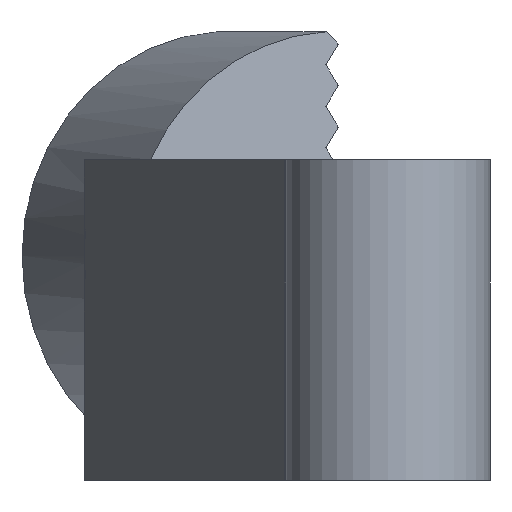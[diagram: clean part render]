
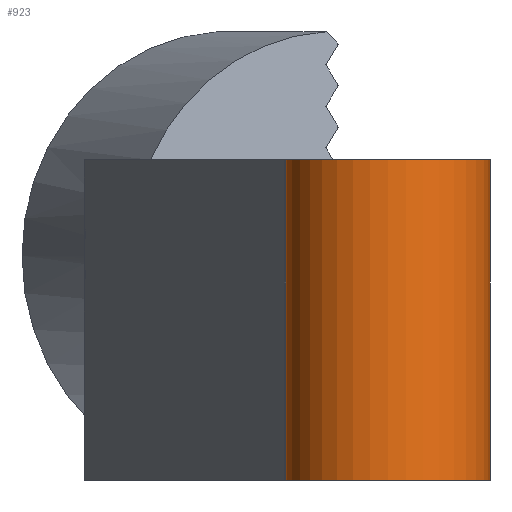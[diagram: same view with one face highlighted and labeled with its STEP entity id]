
A CAD part, left-side view. The second image highlights one B-rep face of the part: STEP entity #923.
In plain terms, the highlighted cylindrical face has radius 2.5 mm (diameter 5 mm), a partial arc.
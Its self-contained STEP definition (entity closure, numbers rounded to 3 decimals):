
#18=CYLINDRICAL_SURFACE('',#1005,2.5);
#68=FACE_OUTER_BOUND('',#119,.T.);
#119=EDGE_LOOP('',(#813,#814,#815,#816));
#232=LINE('',#1513,#342);
#233=LINE('',#1515,#343);
#342=VECTOR('',#1240,10.);
#343=VECTOR('',#1243,10.);
#349=CIRCLE('',#950,2.5);
#359=CIRCLE('',#964,2.5);
#374=VERTEX_POINT('',#1282);
#375=VERTEX_POINT('',#1284);
#399=VERTEX_POINT('',#1339);
#400=VERTEX_POINT('',#1341);
#462=EDGE_CURVE('',#374,#375,#349,.T.);
#490=EDGE_CURVE('',#399,#400,#359,.T.);
#578=EDGE_CURVE('',#400,#374,#232,.T.);
#579=EDGE_CURVE('',#399,#375,#233,.T.);
#813=ORIENTED_EDGE('',*,*,#579,.T.);
#814=ORIENTED_EDGE('',*,*,#462,.F.);
#815=ORIENTED_EDGE('',*,*,#578,.F.);
#816=ORIENTED_EDGE('',*,*,#490,.F.);
#923=ADVANCED_FACE('',(#68),#18,.T.);
#950=AXIS2_PLACEMENT_3D('',#1285,#1033,#1034);
#964=AXIS2_PLACEMENT_3D('',#1342,#1079,#1080);
#1005=AXIS2_PLACEMENT_3D('',#1514,#1241,#1242);
#1033=DIRECTION('center_axis',(0.,0.,
1.));
#1034=DIRECTION('ref_axis',(1.,0.,0.));
#1079=DIRECTION('center_axis',(0.,0.,-1.));
#1080=DIRECTION('ref_axis',(1.,0.,0.));
#1240=DIRECTION('',(0.,0.,1.));
#1241=DIRECTION('center_axis',(0.,0.,-1.));
#1242=DIRECTION('ref_axis',(-1.,0.,0.));
#1243=DIRECTION('',(0.,0.,1.));
#1282=CARTESIAN_POINT('',(-3.044,32.118,0.925));
#1284=CARTESIAN_POINT('',(-3.044,27.118,0.925));
#1285=CARTESIAN_POINT('Origin',(-3.044,29.618,0.925));
#1339=CARTESIAN_POINT('',(-3.044,27.118,-6.925));
#1341=CARTESIAN_POINT('',(-3.044,32.118,-6.925));
#1342=CARTESIAN_POINT('Origin',(-3.044,29.618,-6.925));
#1513=CARTESIAN_POINT('',(-3.044,32.118,-1.425));
#1514=CARTESIAN_POINT('Origin',(-3.044,29.618,-1.425));
#1515=CARTESIAN_POINT('',(-3.044,27.118,0.075));
